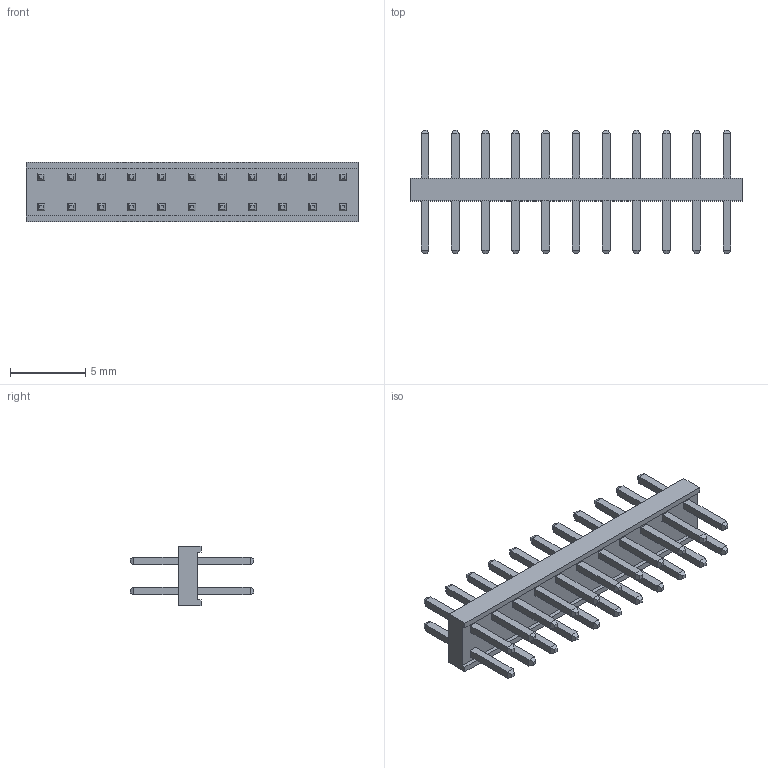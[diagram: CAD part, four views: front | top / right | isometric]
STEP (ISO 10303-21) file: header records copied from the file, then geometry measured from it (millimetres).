
FILE_DESCRIPTION( ( 'STEP AP214' ), '1' );
FILE_NAME( 'TMM-111-01-T-D.stp', '2020-12-04T03:01:01', ( 'License CC BY-ND 4.0' ), ( 'CADENAS' ), ' ', 'PARTsolutions', ' ' );
FILE_SCHEMA( ( 'AUTOMOTIVE_DESIGN { 1 0 10303 214 1 1 1 1 }' ) );
Length unit declared in the file: inch
Products named in the file (4): TMM-111-01-T-D; _TMM-111-01-T-D_body; _TMM-111-01-T-D_pins1; _TMM-111-01-T-D_pins2
Assembly tree (3 placements, depth 2):
  TMM-111-01-T-D
    _TMM-111-01-T-D_body
    _TMM-111-01-T-D_pins1
    _TMM-111-01-T-D_pins2
Bounding box: 22 x 8.2 x 3.94 mm (x, y, z)
Volume: 176.6 mm3; surface area: 911.8 mm2
Topology: 3 solids, 3 shells, 502 faces, 1192 edges, 736 vertices
Faces by surface type: plane 502
Entity records: 18102 total; most frequent: CARTESIAN_POINT 2434, ORIENTED_EDGE 2384, DIRECTION 2204, EDGE_CURVE 1192, LINE 1192, VECTOR 1192, VERTEX_POINT 736, EDGE_LOOP 586
